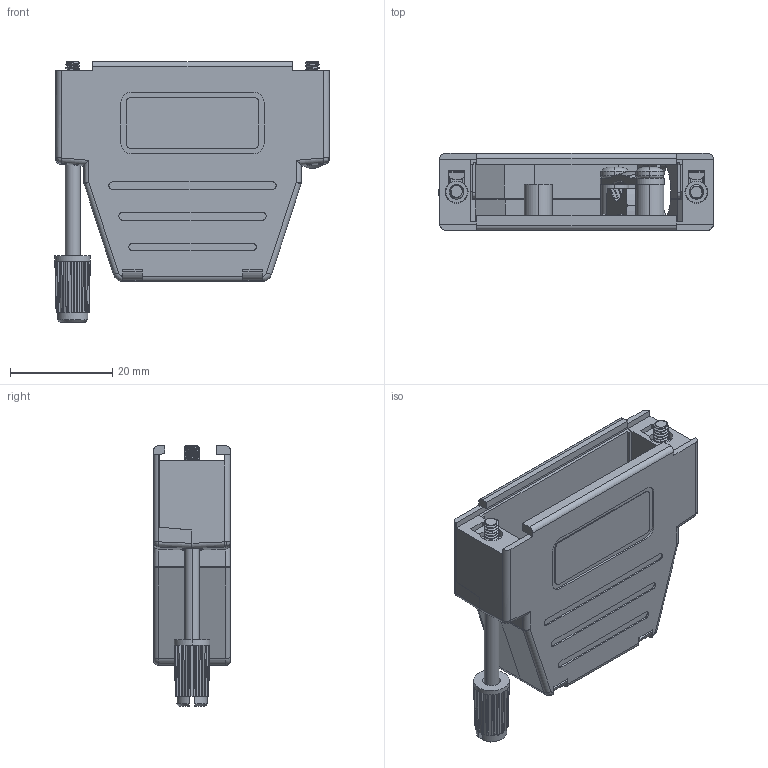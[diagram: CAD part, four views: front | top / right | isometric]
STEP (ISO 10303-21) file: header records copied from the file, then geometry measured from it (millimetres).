
FILE_DESCRIPTION (( 'STEP AP214' ), '1' );
FILE_NAME ('Assembly of 6260-0107-13.STEP', '2023-06-12T11:19:56', ( '' ), ( '' ), 'SwSTEP 2.0', 'SolidWorks 2021', '' );
FILE_SCHEMA (( 'AUTOMOTIVE_DESIGN' ));
Length unit declared in the file: millimetre
Products named in the file (8): 6830-0106-01; Assembly of 6260-0107-13; 6718-0101-01; 6838-0109-01; 6811-0132-12 Part 1; 6811-0132-12 Part 2; 6826-0133-01; 6855-0109-01
Assembly tree (8 placements, depth 2):
  Assembly of 6260-0107-13
    6811-0132-12 Part 1
    6811-0132-12 Part 2
    6826-0133-01
    6718-0101-01
    6830-0106-01
    6838-0109-01
    6855-0109-01  x2
Bounding box: 53.7 x 15 x 51 mm (x, y, z)
Volume: 10874.3 mm3; surface area: 15347.4 mm2
Topology: 10 solids, 10 shells, 845 faces, 2222 edges, 1426 vertices
Faces by surface type: plane 535, cylinder 226, cone 35, bspline 29, torus 13, sphere 7
Entity records: 29677 total; most frequent: CARTESIAN_POINT 10197, ORIENTED_EDGE 4168, DIRECTION 3763, EDGE_CURVE 2084, LINE 1375, VECTOR 1375, VERTEX_POINT 1338, AXIS2_PLACEMENT_3D 1194
